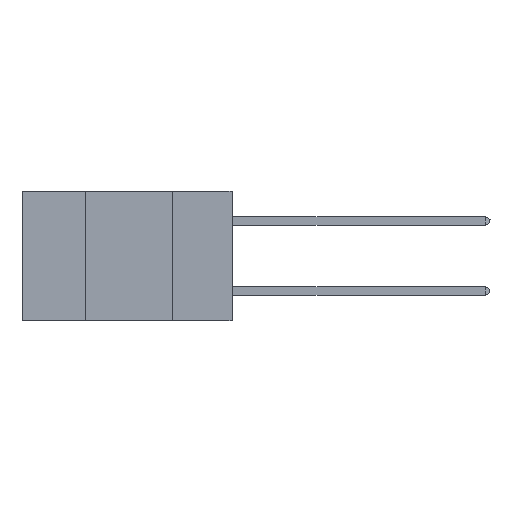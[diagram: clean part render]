
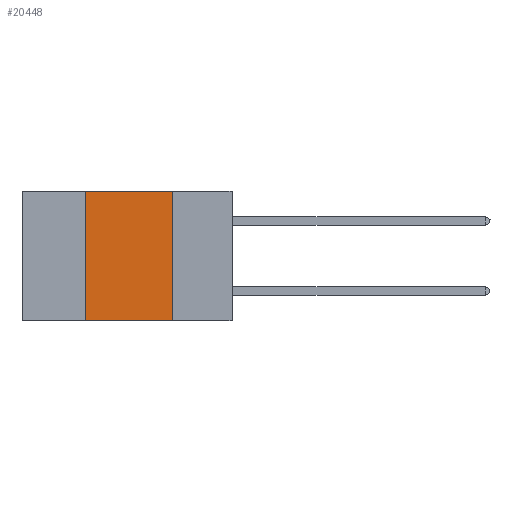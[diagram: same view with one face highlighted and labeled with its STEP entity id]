
A CAD part, left-side view. The second image highlights one B-rep face of the part: STEP entity #20448.
In plain terms, the highlighted planar face has unit normal (-1, 0, 0).
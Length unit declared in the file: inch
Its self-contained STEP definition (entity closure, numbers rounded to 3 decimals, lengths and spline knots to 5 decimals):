
#100 = EDGE_LOOP ( 'NONE', ( #7390, #20567, #21900, #13114 ) ) ;
#120 = EDGE_CURVE ( 'NONE', #21364, #13095, #19676, .T. ) ;
#1567 = VECTOR ( 'NONE', #3717, 39.37008 ) ;
#1996 = DIRECTION ( 'NONE',  ( 0., 0., -1. ) ) ;
#3308 = CARTESIAN_POINT ( 'NONE',  ( 0., 0.42, 0. ) ) ;
#3354 = VERTEX_POINT ( 'NONE', #22284 ) ;
#3717 = DIRECTION ( 'NONE',  ( 0., 0., 1. ) ) ;
#4580 = VECTOR ( 'NONE', #20651, 39.37008 ) ;
#5265 = LINE ( 'NONE', #17189, #14607 ) ;
#6976 = CARTESIAN_POINT ( 'NONE',  ( 0., 0.17, 0. ) ) ;
#7390 = ORIENTED_EDGE ( 'NONE', *, *, #20920, .F. ) ;
#9450 = VERTEX_POINT ( 'NONE', #14871 ) ;
#9620 = CARTESIAN_POINT ( 'NONE',  ( 0., 0.42, 0. ) ) ;
#9726 = EDGE_CURVE ( 'NONE', #13095, #9450, #9960, .T. ) ;
#9960 = LINE ( 'NONE', #18990, #4580 ) ;
#10365 = DIRECTION ( 'NONE',  ( 0., -1., 0. ) ) ;
#11003 = PLANE ( 'NONE',  #14269 ) ;
#12308 = VECTOR ( 'NONE', #17288, 39.37008 ) ;
#12707 = DIRECTION ( 'NONE',  ( 1., 0., 0. ) ) ;
#12828 = LINE ( 'NONE', #6976, #12308 ) ;
#13095 = VERTEX_POINT ( 'NONE', #9620 ) ;
#13114 = ORIENTED_EDGE ( 'NONE', *, *, #16104, .T. ) ;
#13410 = FACE_OUTER_BOUND ( 'NONE', #100, .T. ) ;
#14269 = AXIS2_PLACEMENT_3D ( 'NONE', #21193, #12707, #1996 ) ;
#14607 = VECTOR ( 'NONE', #10365, 39.37008 ) ;
#14871 = CARTESIAN_POINT ( 'NONE',  ( 0., 0.17, 0. ) ) ;
#16104 = EDGE_CURVE ( 'NONE', #21364, #3354, #5265, .T. ) ;
#17189 = CARTESIAN_POINT ( 'NONE',  ( 0., 0.6, -0.37 ) ) ;
#17288 = DIRECTION ( 'NONE',  ( 0., 0., -1. ) ) ;
#18990 = CARTESIAN_POINT ( 'NONE',  ( 0., 0.6, 0. ) ) ;
#19676 = LINE ( 'NONE', #3308, #1567 ) ;
#20448 = ADVANCED_FACE ( 'NONE', ( #13410 ), #11003, .F. ) ;
#20567 = ORIENTED_EDGE ( 'NONE', *, *, #9726, .F. ) ;
#20651 = DIRECTION ( 'NONE',  ( 0., -1., 0. ) ) ;
#20920 = EDGE_CURVE ( 'NONE', #9450, #3354, #12828, .T. ) ;
#21193 = CARTESIAN_POINT ( 'NONE',  ( 0., 0.6, 0. ) ) ;
#21364 = VERTEX_POINT ( 'NONE', #21835 ) ;
#21835 = CARTESIAN_POINT ( 'NONE',  ( 0., 0.42, -0.37 ) ) ;
#21900 = ORIENTED_EDGE ( 'NONE', *, *, #120, .F. ) ;
#22284 = CARTESIAN_POINT ( 'NONE',  ( 0., 0.17, -0.37 ) ) ;
